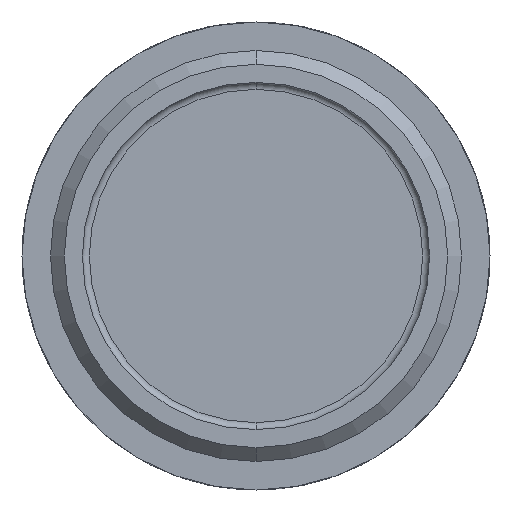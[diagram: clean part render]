
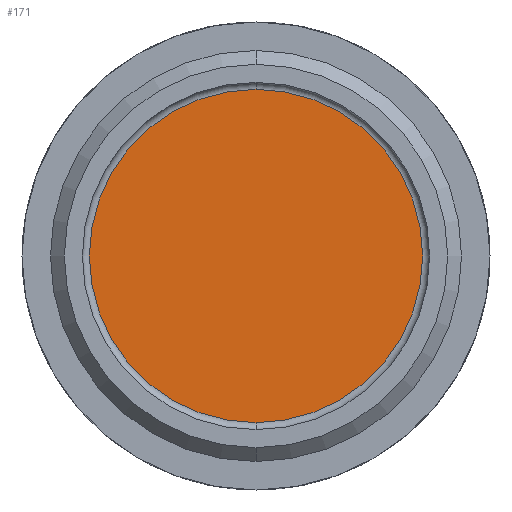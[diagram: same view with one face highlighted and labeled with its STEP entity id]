
A CAD part, front view. The second image highlights one B-rep face of the part: STEP entity #171.
In plain terms, the highlighted planar face has unit normal (0, -1, 0).
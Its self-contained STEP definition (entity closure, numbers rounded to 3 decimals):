
#138 = DIRECTION ( 'NONE',  ( 0., 0., 1. ) ) ;
#171 = ADVANCED_FACE ( 'NONE', ( #1781 ), #2260, .F. ) ;
#237 = CARTESIAN_POINT ( 'NONE',  ( 0., -37.5, -12. ) ) ;
#476 = AXIS2_PLACEMENT_3D ( 'NONE', #1717, #1268, #1470 ) ;
#730 = DIRECTION ( 'NONE',  ( 0., 0., 1. ) ) ;
#739 = DIRECTION ( 'NONE',  ( 0., -1., 0. ) ) ;
#786 = AXIS2_PLACEMENT_3D ( 'NONE', #1355, #1338, #730 ) ;
#788 = AXIS2_PLACEMENT_3D ( 'NONE', #2737, #739, #138 ) ;
#856 = EDGE_CURVE ( 'NONE', #1034, #1167, #2032, .T. ) ;
#961 = EDGE_CURVE ( 'NONE', #1167, #1034, #1706, .T. ) ;
#962 = EDGE_LOOP ( 'NONE', ( #1692, #1903 ) ) ;
#1034 = VERTEX_POINT ( 'NONE', #237 ) ;
#1138 = CARTESIAN_POINT ( 'NONE',  ( 0., -37.5, 12. ) ) ;
#1167 = VERTEX_POINT ( 'NONE', #1138 ) ;
#1268 = DIRECTION ( 'NONE',  ( 0., -1., 0. ) ) ;
#1338 = DIRECTION ( 'NONE',  ( 0., 1., 0. ) ) ;
#1355 = CARTESIAN_POINT ( 'NONE',  ( 12.5, -37.5, 0. ) ) ;
#1470 = DIRECTION ( 'NONE',  ( 0., 0., 1. ) ) ;
#1692 = ORIENTED_EDGE ( 'NONE', *, *, #961, .T. ) ;
#1706 = CIRCLE ( 'NONE', #476, 12. ) ;
#1717 = CARTESIAN_POINT ( 'NONE',  ( 0., -37.5, 0. ) ) ;
#1781 = FACE_OUTER_BOUND ( 'NONE', #962, .T. ) ;
#1903 = ORIENTED_EDGE ( 'NONE', *, *, #856, .T. ) ;
#2032 = CIRCLE ( 'NONE', #788, 12. ) ;
#2260 = PLANE ( 'NONE',  #786 ) ;
#2737 = CARTESIAN_POINT ( 'NONE',  ( 0., -37.5, 0. ) ) ;
